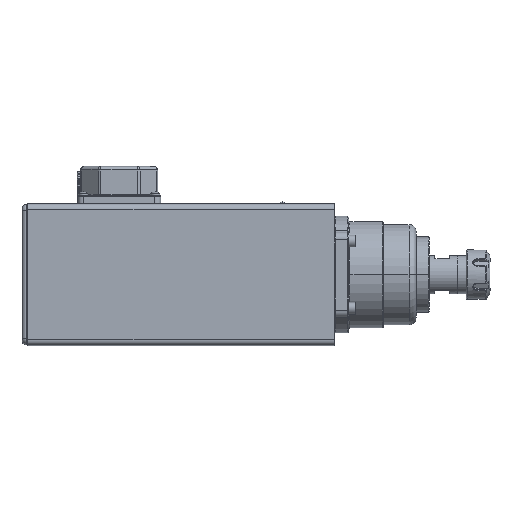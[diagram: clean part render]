
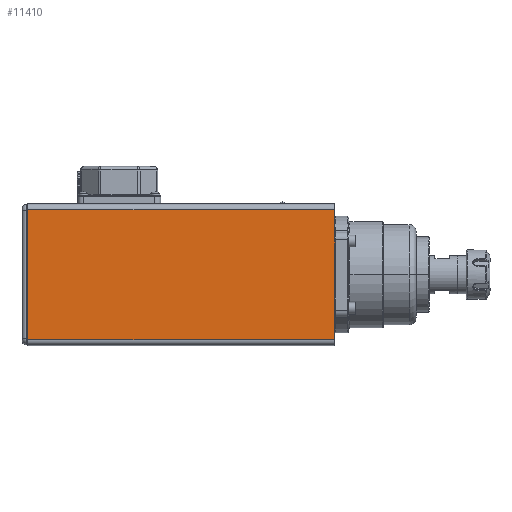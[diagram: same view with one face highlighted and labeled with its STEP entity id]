
A CAD part, left-side view. The second image highlights one B-rep face of the part: STEP entity #11410.
In plain terms, the highlighted planar face has unit normal (-1, 0, 0).
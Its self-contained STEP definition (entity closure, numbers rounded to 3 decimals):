
#10439=CARTESIAN_POINT('',(-51.,260.,-55.));
#10440=VERTEX_POINT('',#10439);
#10441=CARTESIAN_POINT('',(-51.,260.,55.));
#10442=VERTEX_POINT('',#10441);
#10443=CARTESIAN_POINT('',(-51.,260.,-55.));
#10444=DIRECTION('',(0.,0.,1.));
#10445=VECTOR('',#10444,110.);
#10446=LINE('',#10443,#10445);
#10447=EDGE_CURVE('',#10440,#10442,#10446,.T.);
#11032=CARTESIAN_POINT('',(-51.,0.,55.));
#11033=VERTEX_POINT('',#11032);
#11041=CARTESIAN_POINT('',(-51.,0.,-55.));
#11042=VERTEX_POINT('',#11041);
#11043=CARTESIAN_POINT('',(-51.,0.,-55.));
#11044=DIRECTION('',(0.,0.,1.));
#11045=VECTOR('',#11044,110.);
#11046=LINE('',#11043,#11045);
#11047=EDGE_CURVE('',#11042,#11033,#11046,.T.);
#11389=CARTESIAN_POINT('',(-51.,260.,-60.));
#11390=DIRECTION('',(1.,0.,0.));
#11391=DIRECTION('',(0.,0.,-1.));
#11392=AXIS2_PLACEMENT_3D('',#11389,#11390,#11391);
#11393=PLANE('',#11392);
#11394=ORIENTED_EDGE('',*,*,#11047,.T.);
#11395=CARTESIAN_POINT('',(-51.,0.,55.));
#11396=DIRECTION('',(-0.,1.,0.));
#11397=VECTOR('',#11396,260.);
#11398=LINE('',#11395,#11397);
#11399=EDGE_CURVE('',#11033,#10442,#11398,.T.);
#11400=ORIENTED_EDGE('',*,*,#11399,.T.);
#11401=ORIENTED_EDGE('',*,*,#10447,.F.);
#11402=CARTESIAN_POINT('',(-51.,260.,-55.));
#11403=DIRECTION('',(0.,-1.,0.));
#11404=VECTOR('',#11403,260.);
#11405=LINE('',#11402,#11404);
#11406=EDGE_CURVE('',#10440,#11042,#11405,.T.);
#11407=ORIENTED_EDGE('',*,*,#11406,.T.);
#11408=EDGE_LOOP('',(#11394,#11400,#11401,#11407));
#11409=FACE_BOUND('',#11408,.T.);
#11410=ADVANCED_FACE('',(#11409),#11393,.F.);
